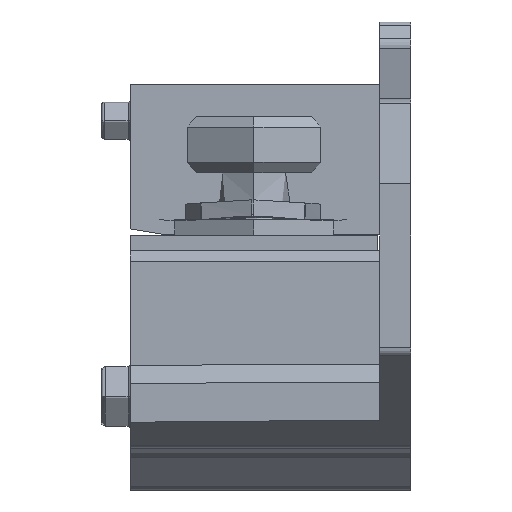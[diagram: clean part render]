
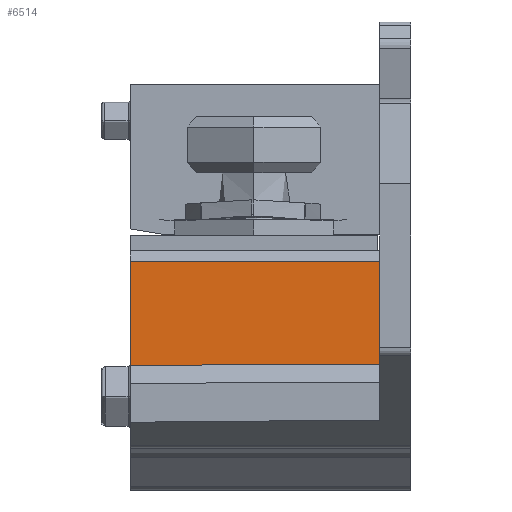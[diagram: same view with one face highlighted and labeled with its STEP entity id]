
A CAD part, left-side view. The second image highlights one B-rep face of the part: STEP entity #6514.
In plain terms, the highlighted planar face has unit normal (-1, 0.011, 0).
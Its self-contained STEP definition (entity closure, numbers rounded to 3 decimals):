
#1077=CARTESIAN_POINT('',(-27.1,11.9,1.));
#1079=DIRECTION('',(0.,0.,-1.));
#1080=VECTOR('',#1079,10.);
#1081=CARTESIAN_POINT('',(-27.1,11.9,1.));
#1082=LINE('',#1081,#1080);
#1702=DIRECTION('',(0.01,1.,0.));
#1703=VECTOR('',#1702,24.001);
#1704=CARTESIAN_POINT('',(-27.351,-12.1,1.));
#1705=LINE('',#1704,#1703);
#1706=DIRECTION('',(0.,0.,-1.));
#1707=VECTOR('',#1706,9.933);
#1708=CARTESIAN_POINT('',(-27.351,-12.1,1.));
#1709=LINE('',#1708,#1707);
#1710=DIRECTION('',(0.01,1.,-0.003));
#1711=VECTOR('',#1710,24.001);
#1712=CARTESIAN_POINT('',(-27.351,-12.1,-8.933));
#1713=LINE('',#1712,#1711);
#4398=VERTEX_POINT('',#1077);
#4399=CARTESIAN_POINT('',(-27.1,11.9,-9.));
#4400=VERTEX_POINT('',#4399);
#4769=CARTESIAN_POINT('',(-27.351,-12.1,-8.933));
#4770=VERTEX_POINT('',#4769);
#4771=CARTESIAN_POINT('',(-27.351,-12.1,1.));
#4772=VERTEX_POINT('',#4771);
#6502=CARTESIAN_POINT('',(-27.1,11.9,4.08));
#6503=DIRECTION('',(1.,-0.01,0.));
#6504=DIRECTION('',(0.,0.,1.));
#6505=AXIS2_PLACEMENT_3D('',#6502,#6503,#6504);
#6506=PLANE('',#6505);
#6507=ORIENTED_EDGE('',*,*,#5810,.F.);
#6508=ORIENTED_EDGE('',*,*,#6495,.F.);
#6509=ORIENTED_EDGE('',*,*,#5631,.T.);
#6511=ORIENTED_EDGE('',*,*,#6510,.T.);
#6512=EDGE_LOOP('',(#6507,#6508,#6509,#6511));
#6513=FACE_OUTER_BOUND('',#6512,.F.);
#5631=EDGE_CURVE('',#4772,#4770,#1709,.T.);
#5810=EDGE_CURVE('',#4398,#4400,#1082,.T.);
#6495=EDGE_CURVE('',#4772,#4398,#1705,.T.);
#6510=EDGE_CURVE('',#4770,#4400,#1713,.T.);
#6514=ADVANCED_FACE('',(#6513),#6506,.F.);
